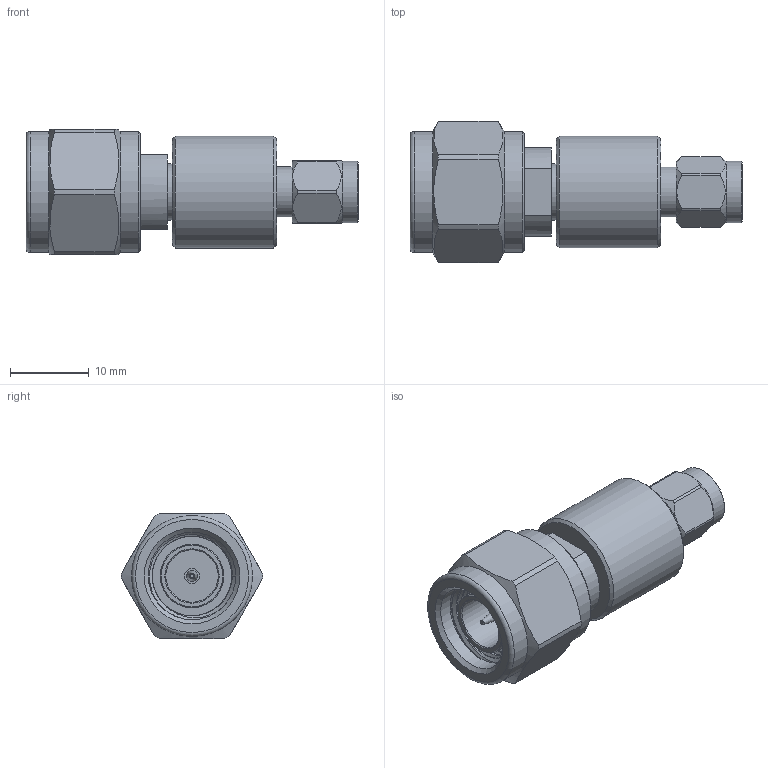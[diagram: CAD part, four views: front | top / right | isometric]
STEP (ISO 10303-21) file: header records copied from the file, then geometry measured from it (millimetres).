
FILE_DESCRIPTION (( 'STEP AP203' ), '1' );
FILE_NAME ('PE9439_3D.STEP', '2020-11-30T19:05:03', ( '' ), ( '' ), 'SwSTEP 2.0', 'SolidWorks 2018', '' );
FILE_SCHEMA (( 'CONFIG_CONTROL_DESIGN' ));
Length unit declared in the file: inch
Products named in the file (1): PE9439_3D
Bounding box: 42.16 x 17.93 x 15.88 mm (x, y, z)
Volume: 5159 mm3; surface area: 3388.2 mm2
Topology: 1 solids, 1 shells, 101 faces, 255 edges, 171 vertices
Faces by surface type: cylinder 41, plane 33, cone 18, bspline 7, torus 2
Full cylindrical faces by diameter (mm): 0.94 x1, 1.194 x1, 1.372 x1, 1.905 x1, 4.445 x1, 6.35 x7, 6.655 x1, 7.123 x1, 7.762 x1, 8.077 x1, 11.112 x6, 11.228 x1, 11.736 x1, 14.224 x1, 15.375 x2
Entity records: 6017 total; most frequent: CARTESIAN_POINT 4063, ORIENTED_EDGE 372, DIRECTION 358, EDGE_CURVE 186, AXIS2_PLACEMENT_3D 162, VERTEX_POINT 148, EDGE_LOOP 138, FACE_OUTER_BOUND 109
